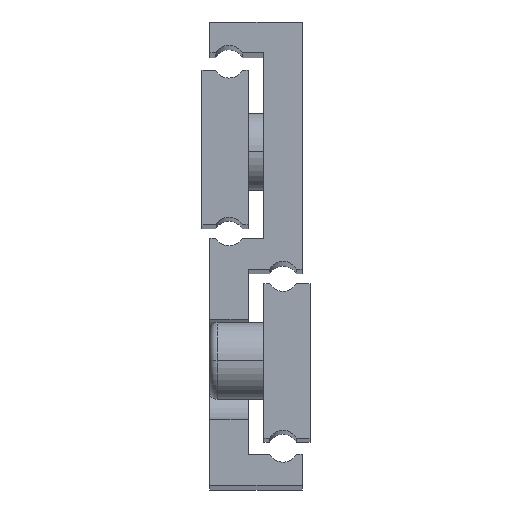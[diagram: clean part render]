
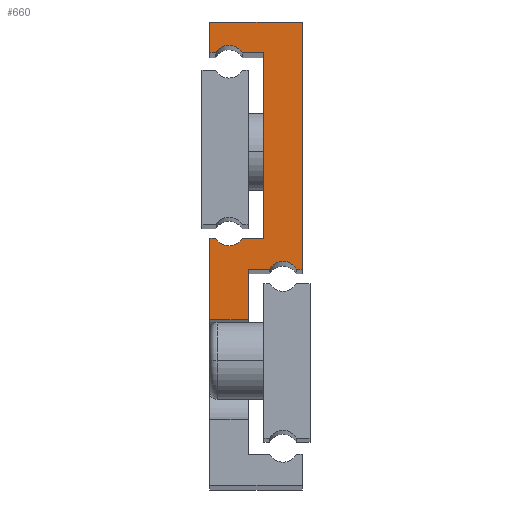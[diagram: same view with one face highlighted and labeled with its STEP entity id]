
A CAD part, top view. The second image highlights one B-rep face of the part: STEP entity #660.
In plain terms, the highlighted planar face has unit normal (0, 0, 1).
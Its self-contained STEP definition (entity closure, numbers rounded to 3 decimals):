
#6 = CARTESIAN_POINT ( 'NONE',  ( 11.232, 28., 175. ) ) ;
#18 = DIRECTION ( 'NONE',  ( -1., 0., 0. ) ) ;
#23 = DIRECTION ( 'NONE',  ( 1., 0., 0. ) ) ;
#28 = CARTESIAN_POINT ( 'NONE',  ( 0., 60., 175. ) ) ;
#41 = LINE ( 'NONE', #1496, #2015 ) ;
#43 = DIRECTION ( 'NONE',  ( -1., 0., 0. ) ) ;
#60 = VERTEX_POINT ( 'NONE', #1714 ) ;
#64 = VERTEX_POINT ( 'NONE', #1995 ) ;
#78 = VECTOR ( 'NONE', #1253, 1000. ) ;
#115 = VECTOR ( 'NONE', #1785, 1000. ) ;
#116 = VECTOR ( 'NONE', #1034, 1000. ) ;
#122 = VECTOR ( 'NONE', #1258, 1000. ) ;
#131 = VERTEX_POINT ( 'NONE', #429 ) ;
#137 = LINE ( 'NONE', #786, #482 ) ;
#160 = EDGE_CURVE ( 'NONE', #612, #131, #1747, .T. ) ;
#210 = EDGE_CURVE ( 'NONE', #1210, #612, #1127, .T. ) ;
#218 = EDGE_CURVE ( 'NONE', #1160, #1048, #137, .T. ) ;
#221 = LINE ( 'NONE', #1060, #684 ) ;
#228 = CIRCLE ( 'NONE', #1968, 2. ) ;
#234 = CARTESIAN_POINT ( 'NONE',  ( 9.5, 27., 175. ) ) ;
#263 = VECTOR ( 'NONE', #1273, 1000. ) ;
#267 = CARTESIAN_POINT ( 'NONE',  ( 7., 32., 175. ) ) ;
#288 = EDGE_CURVE ( 'NONE', #1982, #60, #1682, .T. ) ;
#290 = LINE ( 'NONE', #491, #115 ) ;
#305 = ORIENTED_EDGE ( 'NONE', *, *, #1267, .T. ) ;
#384 = DIRECTION ( 'NONE',  ( 0., 0., 1. ) ) ;
#406 = EDGE_CURVE ( 'NONE', #1631, #1094, #608, .T. ) ;
#421 = CARTESIAN_POINT ( 'NONE',  ( 12., 28., 175. ) ) ;
#427 = ORIENTED_EDGE ( 'NONE', *, *, #218, .T. ) ;
#429 = CARTESIAN_POINT ( 'NONE',  ( 7., 32., 175. ) ) ;
#440 = ORIENTED_EDGE ( 'NONE', *, *, #406, .T. ) ;
#468 = EDGE_CURVE ( 'NONE', #1173, #1210, #1672, .T. ) ;
#480 = CARTESIAN_POINT ( 'NONE',  ( 0.768, 56., 175. ) ) ;
#482 = VECTOR ( 'NONE', #1444, 1000. ) ;
#487 = ORIENTED_EDGE ( 'NONE', *, *, #160, .T. ) ;
#491 = CARTESIAN_POINT ( 'NONE',  ( 0., 0., 175. ) ) ;
#496 = DIRECTION ( 'NONE',  ( 0., 1., 0. ) ) ;
#506 = CARTESIAN_POINT ( 'NONE',  ( 0., 60., 175. ) ) ;
#529 = EDGE_CURVE ( 'NONE', #64, #1173, #41, .T. ) ;
#552 = AXIS2_PLACEMENT_3D ( 'NONE', #1454, #964, #1619 ) ;
#562 = VERTEX_POINT ( 'NONE', #6 ) ;
#578 = EDGE_CURVE ( 'NONE', #60, #918, #1342, .T. ) ;
#600 = LINE ( 'NONE', #1408, #1911 ) ;
#604 = CARTESIAN_POINT ( 'NONE',  ( 4.232, 56., 175. ) ) ;
#608 = LINE ( 'NONE', #1282, #122 ) ;
#612 = VERTEX_POINT ( 'NONE', #1369 ) ;
#653 = CIRCLE ( 'NONE', #552, 2. ) ;
#656 = DIRECTION ( 'NONE',  ( 1., 0., 0. ) ) ;
#660 = ADVANCED_FACE ( 'NONE', ( #1667 ), #1355, .T. ) ;
#661 = EDGE_CURVE ( 'NONE', #131, #736, #221, .T. ) ;
#684 = VECTOR ( 'NONE', #1996, 1000. ) ;
#690 = ORIENTED_EDGE ( 'NONE', *, *, #210, .T. ) ;
#694 = VERTEX_POINT ( 'NONE', #1212 ) ;
#736 = VERTEX_POINT ( 'NONE', #767 ) ;
#742 = ORIENTED_EDGE ( 'NONE', *, *, #578, .T. ) ;
#767 = CARTESIAN_POINT ( 'NONE',  ( 4.232, 32., 175. ) ) ;
#786 = CARTESIAN_POINT ( 'NONE',  ( 7.768, 28., 175. ) ) ;
#841 = CARTESIAN_POINT ( 'NONE',  ( 5., 4., 175. ) ) ;
#846 = CARTESIAN_POINT ( 'NONE',  ( 9.5, 21.5, 175. ) ) ;
#853 = ORIENTED_EDGE ( 'NONE', *, *, #1892, .T. ) ;
#891 = AXIS2_PLACEMENT_3D ( 'NONE', #1850, #384, #1823 ) ;
#918 = VERTEX_POINT ( 'NONE', #28 ) ;
#921 = EDGE_CURVE ( 'NONE', #694, #1160, #1194, .T. ) ;
#931 = LINE ( 'NONE', #2095, #263 ) ;
#945 = DIRECTION ( 'NONE',  ( 0., -1., 0. ) ) ;
#958 = VERTEX_POINT ( 'NONE', #1287 ) ;
#960 = CARTESIAN_POINT ( 'NONE',  ( 0.768, 32., 175. ) ) ;
#964 = DIRECTION ( 'NONE',  ( 0., 0., -1. ) ) ;
#1000 = ORIENTED_EDGE ( 'NONE', *, *, #529, .T. ) ;
#1014 = VECTOR ( 'NONE', #43, 1000. ) ;
#1034 = DIRECTION ( 'NONE',  ( 0., 1., 0. ) ) ;
#1048 = VERTEX_POINT ( 'NONE', #1731 ) ;
#1060 = CARTESIAN_POINT ( 'NONE',  ( 4.232, 32., 175. ) ) ;
#1080 = EDGE_CURVE ( 'NONE', #562, #1982, #600, .T. ) ;
#1092 = ORIENTED_EDGE ( 'NONE', *, *, #288, .T. ) ;
#1094 = VERTEX_POINT ( 'NONE', #1420 ) ;
#1127 = LINE ( 'NONE', #604, #78 ) ;
#1160 = VERTEX_POINT ( 'NONE', #1303 ) ;
#1173 = VERTEX_POINT ( 'NONE', #480 ) ;
#1175 = EDGE_CURVE ( 'NONE', #1094, #958, #290, .T. ) ;
#1194 = LINE ( 'NONE', #841, #116 ) ;
#1210 = VERTEX_POINT ( 'NONE', #1474 ) ;
#1212 = CARTESIAN_POINT ( 'NONE',  ( 5., 21.5, 175. ) ) ;
#1242 = DIRECTION ( 'NONE',  ( 1., 0., 0. ) ) ;
#1253 = DIRECTION ( 'NONE',  ( 1., 0., 0. ) ) ;
#1258 = DIRECTION ( 'NONE',  ( -1., 0., 0. ) ) ;
#1267 = EDGE_CURVE ( 'NONE', #736, #1631, #653, .T. ) ;
#1273 = DIRECTION ( 'NONE',  ( 0., -1., 0. ) ) ;
#1282 = CARTESIAN_POINT ( 'NONE',  ( 0., 32., 175. ) ) ;
#1287 = CARTESIAN_POINT ( 'NONE',  ( 0., 21.5, 175. ) ) ;
#1299 = LINE ( 'NONE', #846, #1014 ) ;
#1303 = CARTESIAN_POINT ( 'NONE',  ( 5., 28., 175. ) ) ;
#1304 = ORIENTED_EDGE ( 'NONE', *, *, #921, .T. ) ;
#1332 = ORIENTED_EDGE ( 'NONE', *, *, #661, .T. ) ;
#1342 = LINE ( 'NONE', #506, #1979 ) ;
#1355 = PLANE ( 'NONE',  #891 ) ;
#1369 = CARTESIAN_POINT ( 'NONE',  ( 7., 56., 175. ) ) ;
#1378 = ORIENTED_EDGE ( 'NONE', *, *, #468, .T. ) ;
#1393 = EDGE_LOOP ( 'NONE', ( #1673, #1304, #427, #853, #1560, #1092, #742, #1510, #1000, #1378, #690, #487, #1332, #305, #440, #1530 ) ) ;
#1408 = CARTESIAN_POINT ( 'NONE',  ( 12., 28., 175. ) ) ;
#1420 = CARTESIAN_POINT ( 'NONE',  ( 0., 32., 175. ) ) ;
#1444 = DIRECTION ( 'NONE',  ( 1., 0., 0. ) ) ;
#1454 = CARTESIAN_POINT ( 'NONE',  ( 2.5, 33., 175. ) ) ;
#1474 = CARTESIAN_POINT ( 'NONE',  ( 4.232, 56., 175. ) ) ;
#1496 = CARTESIAN_POINT ( 'NONE',  ( 0., 56., 175. ) ) ;
#1504 = CARTESIAN_POINT ( 'NONE',  ( 2.5, 55., 175. ) ) ;
#1510 = ORIENTED_EDGE ( 'NONE', *, *, #1621, .T. ) ;
#1530 = ORIENTED_EDGE ( 'NONE', *, *, #1175, .T. ) ;
#1548 = DIRECTION ( 'NONE',  ( -1., 0., 0. ) ) ;
#1560 = ORIENTED_EDGE ( 'NONE', *, *, #1080, .T. ) ;
#1619 = DIRECTION ( 'NONE',  ( -1., 0., 0. ) ) ;
#1621 = EDGE_CURVE ( 'NONE', #918, #64, #931, .T. ) ;
#1631 = VERTEX_POINT ( 'NONE', #960 ) ;
#1667 = FACE_OUTER_BOUND ( 'NONE', #1393, .T. ) ;
#1672 = CIRCLE ( 'NONE', #1910, 2. ) ;
#1673 = ORIENTED_EDGE ( 'NONE', *, *, #1826, .F. ) ;
#1682 = LINE ( 'NONE', #1957, #1691 ) ;
#1691 = VECTOR ( 'NONE', #496, 1000. ) ;
#1714 = CARTESIAN_POINT ( 'NONE',  ( 12., 60., 175. ) ) ;
#1731 = CARTESIAN_POINT ( 'NONE',  ( 7.768, 28., 175. ) ) ;
#1747 = LINE ( 'NONE', #267, #1778 ) ;
#1778 = VECTOR ( 'NONE', #945, 1000. ) ;
#1785 = DIRECTION ( 'NONE',  ( 0., -1., 0. ) ) ;
#1823 = DIRECTION ( 'NONE',  ( 1., 0., 0. ) ) ;
#1826 = EDGE_CURVE ( 'NONE', #694, #958, #1299, .T. ) ;
#1850 = CARTESIAN_POINT ( 'NONE',  ( 9.5, 5., 175. ) ) ;
#1892 = EDGE_CURVE ( 'NONE', #1048, #562, #228, .T. ) ;
#1910 = AXIS2_PLACEMENT_3D ( 'NONE', #1504, #1946, #656 ) ;
#1911 = VECTOR ( 'NONE', #1242, 1000. ) ;
#1946 = DIRECTION ( 'NONE',  ( 0., 0., -1. ) ) ;
#1957 = CARTESIAN_POINT ( 'NONE',  ( 12., 28., 175. ) ) ;
#1968 = AXIS2_PLACEMENT_3D ( 'NONE', #234, #2044, #1548 ) ;
#1979 = VECTOR ( 'NONE', #18, 1000. ) ;
#1982 = VERTEX_POINT ( 'NONE', #421 ) ;
#1995 = CARTESIAN_POINT ( 'NONE',  ( 0., 56., 175. ) ) ;
#1996 = DIRECTION ( 'NONE',  ( -1., 0., 0. ) ) ;
#2015 = VECTOR ( 'NONE', #23, 1000. ) ;
#2044 = DIRECTION ( 'NONE',  ( 0., 0., -1. ) ) ;
#2095 = CARTESIAN_POINT ( 'NONE',  ( 0., 60., 175. ) ) ;
